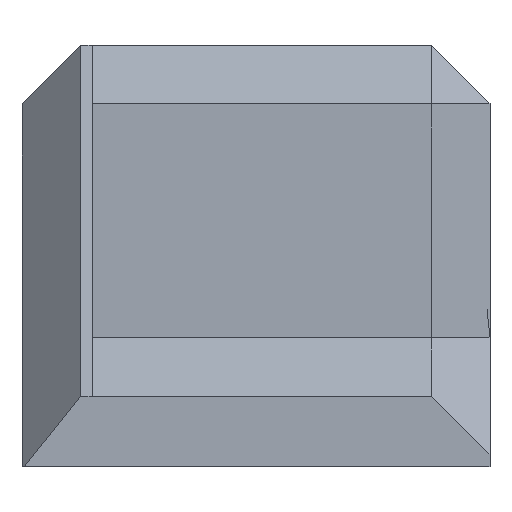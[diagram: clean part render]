
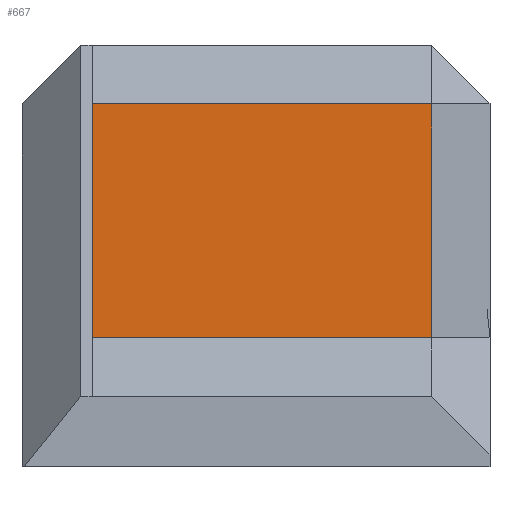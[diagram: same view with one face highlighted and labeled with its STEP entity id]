
A CAD part, left-side view. The second image highlights one B-rep face of the part: STEP entity #667.
In plain terms, the highlighted planar face has unit normal (-1, 0, 0).
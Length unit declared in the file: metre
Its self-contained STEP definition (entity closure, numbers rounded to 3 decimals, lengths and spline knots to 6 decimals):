
#78=ORIENTED_EDGE('',*,*,#254,.T.);
#79=ORIENTED_EDGE('',*,*,#255,.T.);
#80=ORIENTED_EDGE('',*,*,#256,.T.);
#81=ORIENTED_EDGE('',*,*,#257,.T.);
#254=EDGE_CURVE('',#339,#340,#399,.T.);
#255=EDGE_CURVE('',#340,#341,#400,.T.);
#256=EDGE_CURVE('',#341,#342,#401,.T.);
#257=EDGE_CURVE('',#342,#339,#402,.T.);
#339=VERTEX_POINT('',#1046);
#340=VERTEX_POINT('',#1047);
#341=VERTEX_POINT('',#1049);
#342=VERTEX_POINT('',#1051);
#399=LINE('',#1045,#482);
#400=LINE('',#1048,#483);
#401=LINE('',#1050,#484);
#402=LINE('',#1052,#485);
#482=VECTOR('',#833,1.);
#483=VECTOR('',#834,1.);
#484=VECTOR('',#835,1.);
#485=VECTOR('',#836,1.);
#532=EDGE_LOOP('',(#78,#79,#80,#81));
#583=FACE_BOUND('',#532,.T.);
#630=PLANE('',#725);
#667=ADVANCED_FACE('',(#583),#630,.T.);
#725=AXIS2_PLACEMENT_3D('',#1044,#831,#832);
#831=DIRECTION('',(-1.,0.,0.));
#832=DIRECTION('',(0.,0.,1.));
#833=DIRECTION('',(0.,0.,-1.));
#834=DIRECTION('',(0.,-1.,0.));
#835=DIRECTION('',(0.,0.,1.));
#836=DIRECTION('',(0.,1.,0.));
#1044=CARTESIAN_POINT('',(0.01,0.,0.018));
#1045=CARTESIAN_POINT('',(0.01,0.007,0.018));
#1046=CARTESIAN_POINT('',(0.01,0.007,0.0155));
#1047=CARTESIAN_POINT('',(0.01,0.007,0.0055));
#1048=CARTESIAN_POINT('',(0.01,-0.01,0.0055));
#1049=CARTESIAN_POINT('',(0.01,-0.0075,0.0055));
#1050=CARTESIAN_POINT('',(0.01,-0.0075,0.018));
#1051=CARTESIAN_POINT('',(0.01,-0.0075,0.0155));
#1052=CARTESIAN_POINT('',(0.01,0.,0.0155));
